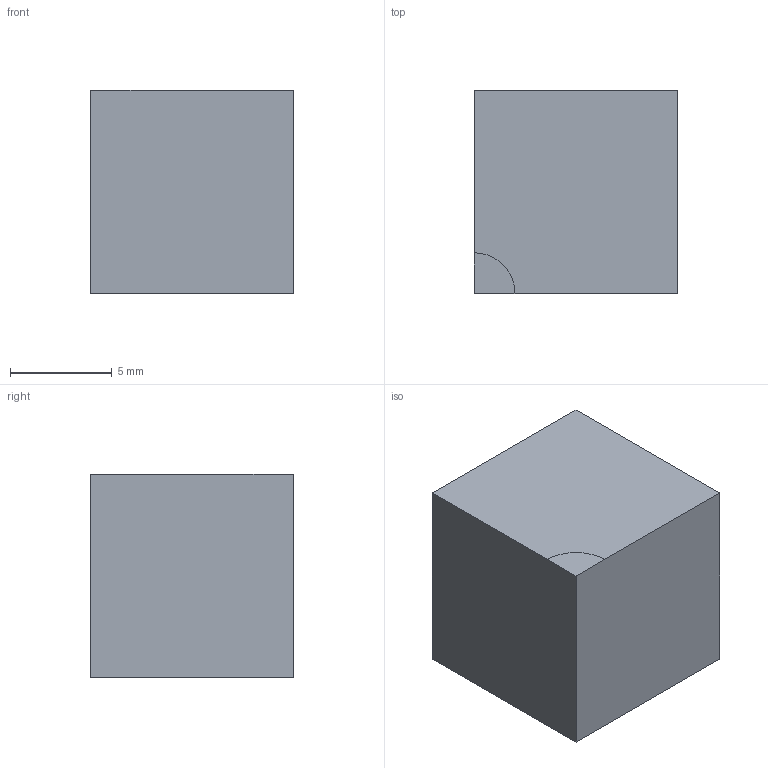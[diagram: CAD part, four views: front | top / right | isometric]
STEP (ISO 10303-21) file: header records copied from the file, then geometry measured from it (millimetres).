
FILE_DESCRIPTION(('STEP AP214'),'1');
FILE_NAME('FPEM-5.stp','2024-05-07T06:54:18',(' '),(' '),'Spatial InterOp 3D',' ',' ');
FILE_SCHEMA(('automotive_design'));
Length unit declared in the file: millimetre
Products named in the file (1): 1
Bounding box: 10 x 10 x 10 mm (x, y, z)
Volume: 1000 mm3; surface area: 600 mm2
Topology: 1 solids, 1 shells, 7 faces, 15 edges, 10 vertices
Faces by surface type: plane 7
Entity records: 205 total; most frequent: CARTESIAN_POINT 33, DIRECTION 32, ORIENTED_EDGE 30, EDGE_CURVE 15, LINE 14, VECTOR 14, VERTEX_POINT 10, AXIS2_PLACEMENT_3D 9
